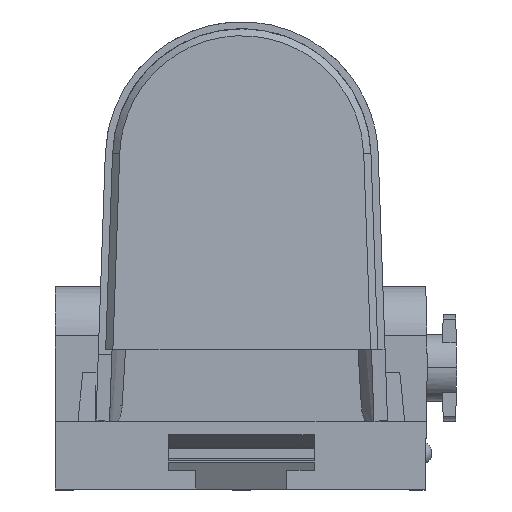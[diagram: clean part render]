
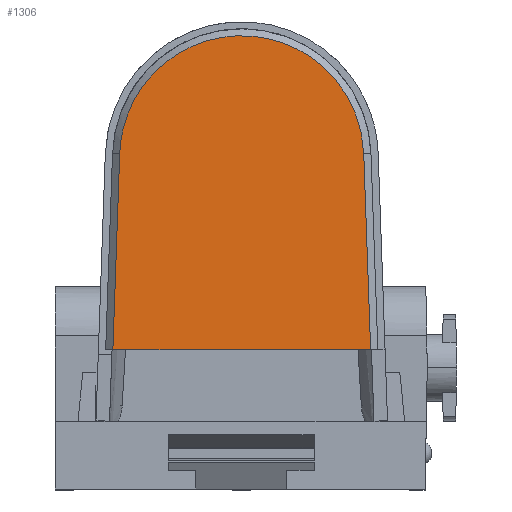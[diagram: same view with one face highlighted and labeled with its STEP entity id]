
A CAD part, top view. The second image highlights one B-rep face of the part: STEP entity #1306.
In plain terms, the highlighted planar face has unit normal (-0.001, 0.026, 1).
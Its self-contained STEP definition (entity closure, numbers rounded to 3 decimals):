
#1306=ADVANCED_FACE('',(#3714),#3715,.T.);
#3714=FACE_OUTER_BOUND('',#7202,.T.);
#3715=PLANE('',#7203);
#7202=EDGE_LOOP('',(#17044,#17045,#17046,#17047));
#7203=AXIS2_PLACEMENT_3D('',#17048,#17049,#17050);
#17044=ORIENTED_EDGE('',*,*,#20440,.F.);
#17045=ORIENTED_EDGE('',*,*,#20441,.T.);
#17046=ORIENTED_EDGE('',*,*,#20442,.T.);
#17047=ORIENTED_EDGE('',*,*,#20443,.T.);
#17048=CARTESIAN_POINT('',(-0.851,35.922,98.603));
#17049=DIRECTION('',(-0.001,0.026,1.));
#17050=DIRECTION('',(0.999,0.035,0.0));
#20440=EDGE_CURVE('',#25167,#25647,#25648,.T.);
#20441=EDGE_CURVE('',#25167,#25649,#25650,.T.);
#20442=EDGE_CURVE('',#25649,#25651,#25652,.T.);
#20443=EDGE_CURVE('',#25651,#25647,#25653,.T.);
#25167=VERTEX_POINT('',#38705);
#25647=VERTEX_POINT('',#39909);
#25648=LINE('',#39910,#39911);
#25649=VERTEX_POINT('',#39912);
#25650=LINE('',#39913,#39914);
#25651=VERTEX_POINT('',#39915);
#25652=B_SPLINE_CURVE_WITH_KNOTS('',3,(#39916,#39917,#39918,#39919,#39920,#39921,#39922,#39923,#39924,#39925,#39926,#39927,#39928,#39929,#39930,#39931,#39932,#39933,#39934,#39935,#39936,#39937,#39938,#39939,#39940,#39941),.UNSPECIFIED.,.F.,.F.,(4,1,1,2,2,2,2,2,2,2,2,2,2,4),(0.0,0.062,0.094,0.109,0.125,0.25,0.312,0.375,0.5,0.562,0.625,0.75,0.875,1.0),.UNSPECIFIED.);
#25653=LINE('',#39942,#39943);
#38705=CARTESIAN_POINT('',(17.278,8.928,99.326));
#39909=CARTESIAN_POINT('',(-18.983,8.928,99.293));
#39910=CARTESIAN_POINT('',(-0.852,8.928,99.309));
#39911=VECTOR('',#43862,1000.0);
#39912=CARTESIAN_POINT('',(16.313,36.549,98.602));
#39913=CARTESIAN_POINT('',(16.314,36.522,98.603));
#39914=VECTOR('',#43863,1000.0);
#39915=CARTESIAN_POINT('',(-18.018,36.548,98.571));
#39916=CARTESIAN_POINT('',(16.313,36.549,98.602));
#39917=CARTESIAN_POINT('',(16.273,37.662,98.573));
#39918=CARTESIAN_POINT('',(16.059,39.294,98.53));
#39919=CARTESIAN_POINT('',(15.54,41.131,98.481));
#39920=CARTESIAN_POINT('',(15.261,41.904,98.461));
#39921=CARTESIAN_POINT('',(15.062,42.416,98.447));
#39922=CARTESIAN_POINT('',(14.956,42.669,98.441));
#39923=CARTESIAN_POINT('',(13.939,44.958,98.38));
#39924=CARTESIAN_POINT('',(12.687,46.749,98.332));
#39925=CARTESIAN_POINT('',(10.281,49.071,98.269));
#39926=CARTESIAN_POINT('',(9.422,49.756,98.25));
#39927=CARTESIAN_POINT('',(7.59,50.946,98.217));
#39928=CARTESIAN_POINT('',(6.618,51.451,98.203));
#39929=CARTESIAN_POINT('',(3.521,52.701,98.168));
#39930=CARTESIAN_POINT('',(1.378,53.118,98.155));
#39931=CARTESIAN_POINT('',(-1.959,53.12,98.152));
#39932=CARTESIAN_POINT('',(-3.052,53.016,98.153));
#39933=CARTESIAN_POINT('',(-5.196,52.6,98.162));
#39934=CARTESIAN_POINT('',(-6.249,52.287,98.17));
#39935=CARTESIAN_POINT('',(-9.341,51.039,98.199));
#39936=CARTESIAN_POINT('',(-11.175,49.85,98.229));
#39937=CARTESIAN_POINT('',(-14.381,46.761,98.307));
#39938=CARTESIAN_POINT('',(-15.636,44.97,98.352));
#39939=CARTESIAN_POINT('',(-17.446,40.906,98.457));
#39940=CARTESIAN_POINT('',(-17.938,38.776,98.512));
#39941=CARTESIAN_POINT('',(-18.018,36.548,98.571));
#39942=CARTESIAN_POINT('',(-18.984,8.892,99.294));
#39943=VECTOR('',#43864,1000.0);
#43862=DIRECTION('',(-1.,0.,-0.001));
#43863=DIRECTION('',(-0.035,0.999,-0.026));
#43864=DIRECTION('',(-0.035,-0.999,0.026));
